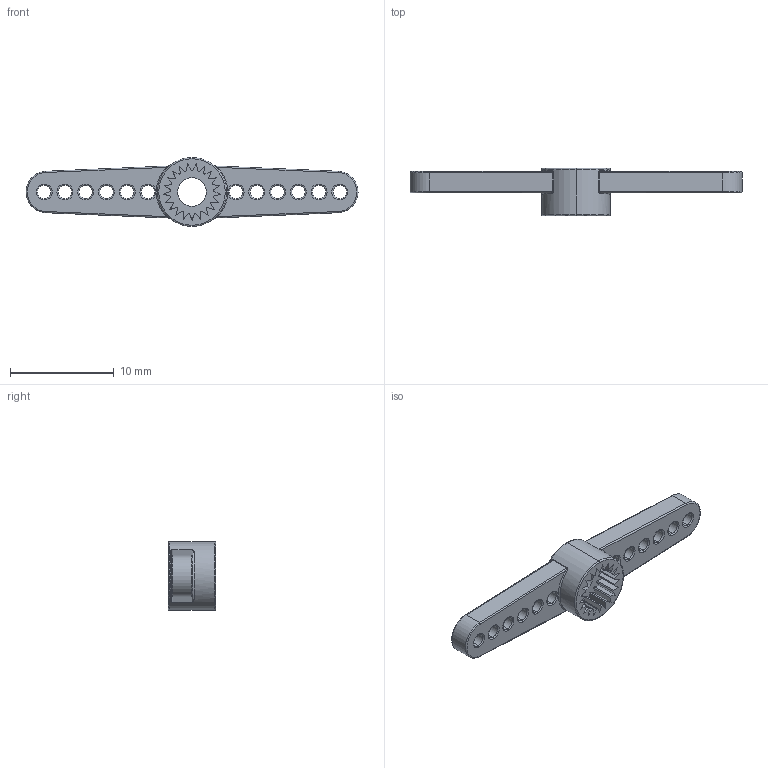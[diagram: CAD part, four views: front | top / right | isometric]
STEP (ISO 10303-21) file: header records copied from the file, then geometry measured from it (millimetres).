
FILE_DESCRIPTION (( 'STEP AP214' ), '1' );
FILE_NAME ('Bidirectional shoulder.STEP', '2024-06-15T08:22:26', ( '' ), ( '' ), 'SwSTEP 2.0', 'SolidWorks 2020', '' );
FILE_SCHEMA (( 'AUTOMOTIVE_DESIGN' ));
Length unit declared in the file: millimetre
Products named in the file (1): Bidirectional shoulder
Bounding box: 32 x 4.55 x 6.65 mm (x, y, z)
Volume: 291.4 mm3; surface area: 628.9 mm2
Topology: 1 solids, 1 shells, 214 faces, 548 edges, 340 vertices
Faces by surface type: cylinder 77, plane 69, torus 60, bspline 8
Entity records: 7728 total; most frequent: CARTESIAN_POINT 1415, DIRECTION 1216, ORIENTED_EDGE 1096, EDGE_CURVE 548, AXIS2_PLACEMENT_3D 477, VERTEX_POINT 340, CIRCLE 270, VECTOR 262
